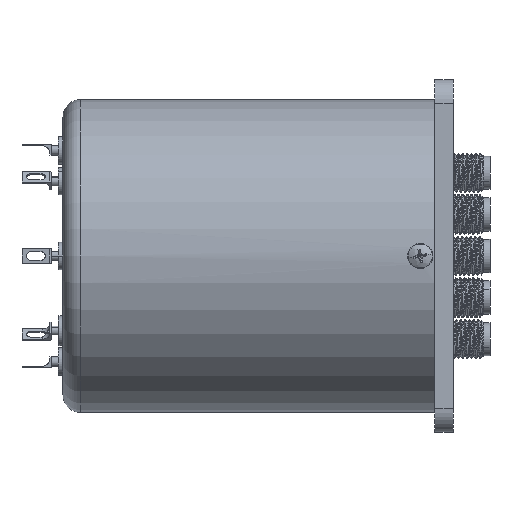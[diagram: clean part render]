
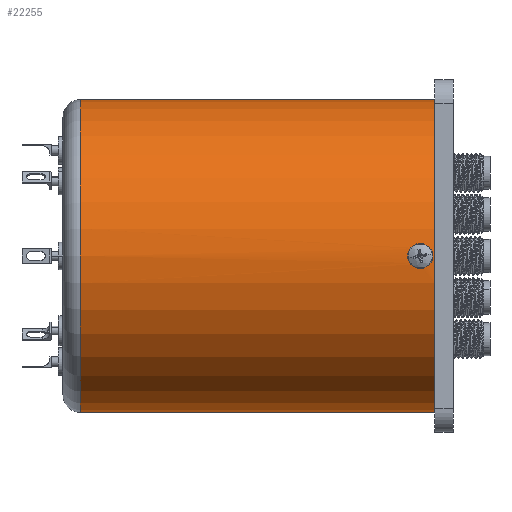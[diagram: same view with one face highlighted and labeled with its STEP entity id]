
A CAD part, left-side view. The second image highlights one B-rep face of the part: STEP entity #22255.
In plain terms, the highlighted cylindrical face has radius 25.375 mm (diameter 50.749 mm), a partial arc.
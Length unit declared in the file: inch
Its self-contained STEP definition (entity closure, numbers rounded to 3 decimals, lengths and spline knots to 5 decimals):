
#257 = CARTESIAN_POINT ( 'NONE',  ( -0.054, 0.093, 0.99754 ) ) ;
#665 = CARTESIAN_POINT ( 'NONE',  ( 0.054, 0.093, 0.99754 ) ) ;
#833 = CARTESIAN_POINT ( 'NONE',  ( 0., 2.262, 0. ) ) ;
#981 = FACE_BOUND ( 'NONE', #30164, .T. ) ;
#1116 = DIRECTION ( 'NONE',  ( -1., 0., 0. ) ) ;
#2380 = CARTESIAN_POINT ( 'NONE',  ( -0.04687, 0.06595, 0.9979 ) ) ;
#2547 = CARTESIAN_POINT ( 'NONE',  ( 0.054, 0.093, 0.99754 ) ) ;
#2716 = CARTESIAN_POINT ( 'NONE',  ( 0.02716, 0.0458, 0.99865 ) ) ;
#3474 = DIRECTION ( 'NONE',  ( 0., 1., 0. ) ) ;
#3995 = EDGE_CURVE ( 'NONE', #31310, #25988, #18827, .T. ) ;
#5149 = CARTESIAN_POINT ( 'NONE',  ( 0.01735, 0.04174, 0.99885 ) ) ;
#5314 = CARTESIAN_POINT ( 'NONE',  ( -0.04853, 0.06905, 0.99782 ) ) ;
#5402 = VECTOR ( 'NONE', #17580, 39.37008 ) ;
#5608 = DIRECTION ( 'NONE',  ( 0., 1., 0. ) ) ;
#5906 = CARTESIAN_POINT ( 'NONE',  ( -0.01735, 0.14426, 0.99885 ) ) ;
#6064 = CARTESIAN_POINT ( 'NONE',  ( 0.04067, 0.12869, 0.99817 ) ) ;
#6305 = EDGE_CURVE ( 'NONE', #25988, #23471, #11647, .T. ) ;
#6958 = LINE ( 'NONE', #25808, #5402 ) ;
#7143 = AXIS2_PLACEMENT_3D ( 'NONE', #33204, #14694, #1116 ) ;
#7615 = ORIENTED_EDGE ( 'NONE', *, *, #24012, .F. ) ;
#7748 = CARTESIAN_POINT ( 'NONE',  ( -0.00708, 0.039, 0.999 ) ) ;
#9003 = DIRECTION ( 'NONE',  ( 0., 1., 0. ) ) ;
#9421 = ORIENTED_EDGE ( 'NONE', *, *, #3995, .F. ) ;
#10892 = CARTESIAN_POINT ( 'NONE',  ( -0.0332, 0.04984, 0.99846 ) ) ;
#10963 = CARTESIAN_POINT ( 'NONE',  ( 0.054, 0.10014, 0.99754 ) ) ;
#11303 = CARTESIAN_POINT ( 'NONE',  ( -0.054, 0.10014, 0.99754 ) ) ;
#11647 = CIRCLE ( 'NONE', #21659, 0.999 ) ;
#11724 = VERTEX_POINT ( 'NONE', #33756 ) ;
#11992 = CARTESIAN_POINT ( 'NONE',  ( -0.999, 0., 0. ) ) ;
#13031 = EDGE_CURVE ( 'NONE', #31310, #11724, #24437, .T. ) ;
#13161 = CARTESIAN_POINT ( 'NONE',  ( 0.00706, 0.03935, 0.99898 ) ) ;
#13727 = CARTESIAN_POINT ( 'NONE',  ( 0., 2.375, 0. ) ) ;
#13909 = CARTESIAN_POINT ( 'NONE',  ( 0.04853, 0.11695, 0.99782 ) ) ;
#14237 = CARTESIAN_POINT ( 'NONE',  ( -0.00706, 0.14665, 0.99898 ) ) ;
#14410 = CARTESIAN_POINT ( 'NONE',  ( 0.0332, 0.13616, 0.99846 ) ) ;
#14694 = DIRECTION ( 'NONE',  ( 0., 1., 0. ) ) ;
#15603 = CARTESIAN_POINT ( 'NONE',  ( 0.054, 0.08586, 0.99754 ) ) ;
#15934 = CARTESIAN_POINT ( 'NONE',  ( -0.999, 2.262, 0. ) ) ;
#15951 = CARTESIAN_POINT ( 'NONE',  ( -0.04295, 0.06008, 0.99808 ) ) ;
#16237 = CARTESIAN_POINT ( 'NONE',  ( 0.999, 2.262, 0. ) ) ;
#16359 = CARTESIAN_POINT ( 'NONE',  ( -0.04716, 0.12023, 0.99789 ) ) ;
#16534 = EDGE_CURVE ( 'NONE', #29117, #29260, #18821, .T. ) ;
#17118 = EDGE_CURVE ( 'NONE', #11724, #23471, #6958, .T. ) ;
#17580 = DIRECTION ( 'NONE',  ( 0., 1., 0. ) ) ;
#18821 = B_SPLINE_CURVE_WITH_KNOTS ( 'NONE', 3,
 ( #665, #10963, #27159, #13909, #32934, #27336, #6064, #14410, #32752, #29789, #19632, #30292, #14237, #30124, #5906, #29628, #21582, #21928, #16359, #24729, #11303, #32239 ),
 .UNSPECIFIED., .F., .F.,
 ( 4, 2, 2, 2, 2, 2, 2, 2, 2, 2, 4 ),
 ( 0., 0.00054, 0.0008, 0.00107, 0.00161, 0.00214, 0.00241, 0.00268, 0.00322, 0.00375, 0.00429 ),
 .UNSPECIFIED. ) ;
#18827 = LINE ( 'NONE', #29488, #29442 ) ;
#18890 = CARTESIAN_POINT ( 'NONE',  ( 0.0432, 0.05983, 0.99808 ) ) ;
#19269 = CYLINDRICAL_SURFACE ( 'NONE', #20590, 0.999 ) ;
#19630 = CARTESIAN_POINT ( 'NONE',  ( 0.054, 0.093, 0.99754 ) ) ;
#19632 = CARTESIAN_POINT ( 'NONE',  ( 0.00708, 0.147, 0.999 ) ) ;
#20590 = AXIS2_PLACEMENT_3D ( 'NONE', #13727, #9003, #21740 ) ;
#20784 = ORIENTED_EDGE ( 'NONE', *, *, #16534, .F. ) ;
#21176 = CARTESIAN_POINT ( 'NONE',  ( -0.04067, 0.05731, 0.99817 ) ) ;
#21582 = CARTESIAN_POINT ( 'NONE',  ( -0.03311, 0.13625, 0.99846 ) ) ;
#21659 = AXIS2_PLACEMENT_3D ( 'NONE', #833, #3474, #30125 ) ;
#21683 = CARTESIAN_POINT ( 'NONE',  ( 0.04716, 0.06577, 0.99789 ) ) ;
#21740 = DIRECTION ( 'NONE',  ( -1., 0., 0. ) ) ;
#21928 = CARTESIAN_POINT ( 'NONE',  ( -0.0432, 0.12617, 0.99808 ) ) ;
#22255 = ADVANCED_FACE ( 'NONE', ( #981, #27319 ), #19269, .T. ) ;
#22398 = CARTESIAN_POINT ( 'NONE',  ( -0.054, 0.093, 0.99754 ) ) ;
#23471 = VERTEX_POINT ( 'NONE', #16237 ) ;
#23798 = CARTESIAN_POINT ( 'NONE',  ( 0.03311, 0.04975, 0.99846 ) ) ;
#24012 = EDGE_CURVE ( 'NONE', #29260, #29117, #26919, .T. ) ;
#24319 = CARTESIAN_POINT ( 'NONE',  ( -0.05259, 0.07886, 0.99762 ) ) ;
#24437 = CIRCLE ( 'NONE', #7143, 0.999 ) ;
#24729 = CARTESIAN_POINT ( 'NONE',  ( -0.05259, 0.10715, 0.99762 ) ) ;
#25808 = CARTESIAN_POINT ( 'NONE',  ( 0.999, 2.375, 0. ) ) ;
#25988 = VERTEX_POINT ( 'NONE', #15934 ) ;
#26416 = CARTESIAN_POINT ( 'NONE',  ( -0.02718, 0.04581, 0.99865 ) ) ;
#26771 = CARTESIAN_POINT ( 'NONE',  ( -0.01419, 0.04042, 0.99892 ) ) ;
#26919 = B_SPLINE_CURVE_WITH_KNOTS ( 'NONE', 3,
 ( #257, #31655, #24319, #5314, #2380, #15951, #21176, #10892, #26416, #26771, #7748, #26929, #13161, #34278, #5149, #2716, #23798, #18890, #21683, #32161, #15603, #2547 ),
 .UNSPECIFIED., .F., .F.,
 ( 4, 2, 2, 2, 2, 2, 2, 2, 2, 2, 4 ),
 ( 0., 0.00054, 0.0008, 0.00107, 0.00161, 0.00214, 0.00241, 0.00268, 0.00322, 0.00375, 0.00429 ),
 .UNSPECIFIED. ) ;
#26929 = CARTESIAN_POINT ( 'NONE',  ( 0.00348, 0.039, 0.999 ) ) ;
#27159 = CARTESIAN_POINT ( 'NONE',  ( 0.05259, 0.10714, 0.99762 ) ) ;
#27319 = FACE_OUTER_BOUND ( 'NONE', #31076, .T. ) ;
#27336 = CARTESIAN_POINT ( 'NONE',  ( 0.04295, 0.12592, 0.99808 ) ) ;
#27383 = ORIENTED_EDGE ( 'NONE', *, *, #6305, .F. ) ;
#29117 = VERTEX_POINT ( 'NONE', #19630 ) ;
#29260 = VERTEX_POINT ( 'NONE', #22398 ) ;
#29300 = ORIENTED_EDGE ( 'NONE', *, *, #13031, .T. ) ;
#29442 = VECTOR ( 'NONE', #5608, 39.37008 ) ;
#29488 = CARTESIAN_POINT ( 'NONE',  ( -0.999, 2.375, 0. ) ) ;
#29628 = CARTESIAN_POINT ( 'NONE',  ( -0.02716, 0.1402, 0.99865 ) ) ;
#29684 = ORIENTED_EDGE ( 'NONE', *, *, #17118, .T. ) ;
#29789 = CARTESIAN_POINT ( 'NONE',  ( 0.01419, 0.14558, 0.99892 ) ) ;
#30124 = CARTESIAN_POINT ( 'NONE',  ( -0.01399, 0.14528, 0.99891 ) ) ;
#30125 = DIRECTION ( 'NONE',  ( -1., 0., 0. ) ) ;
#30164 = EDGE_LOOP ( 'NONE', ( #7615, #20784 ) ) ;
#30292 = CARTESIAN_POINT ( 'NONE',  ( -0.00348, 0.147, 0.999 ) ) ;
#31076 = EDGE_LOOP ( 'NONE', ( #29300, #29684, #27383, #9421 ) ) ;
#31310 = VERTEX_POINT ( 'NONE', #11992 ) ;
#31655 = CARTESIAN_POINT ( 'NONE',  ( -0.054, 0.08586, 0.99754 ) ) ;
#32161 = CARTESIAN_POINT ( 'NONE',  ( 0.05259, 0.07885, 0.99762 ) ) ;
#32239 = CARTESIAN_POINT ( 'NONE',  ( -0.054, 0.093, 0.99754 ) ) ;
#32752 = CARTESIAN_POINT ( 'NONE',  ( 0.02718, 0.14019, 0.99865 ) ) ;
#32934 = CARTESIAN_POINT ( 'NONE',  ( 0.04687, 0.12005, 0.9979 ) ) ;
#33204 = CARTESIAN_POINT ( 'NONE',  ( 0., 0., 0. ) ) ;
#33756 = CARTESIAN_POINT ( 'NONE',  ( 0.999, 0., 0. ) ) ;
#34278 = CARTESIAN_POINT ( 'NONE',  ( 0.01399, 0.04072, 0.99891 ) ) ;
